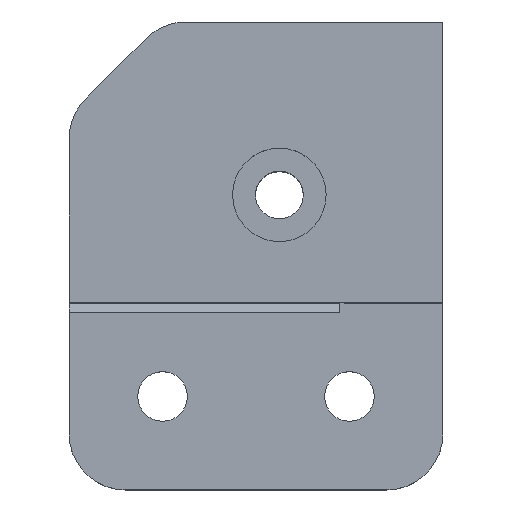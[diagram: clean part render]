
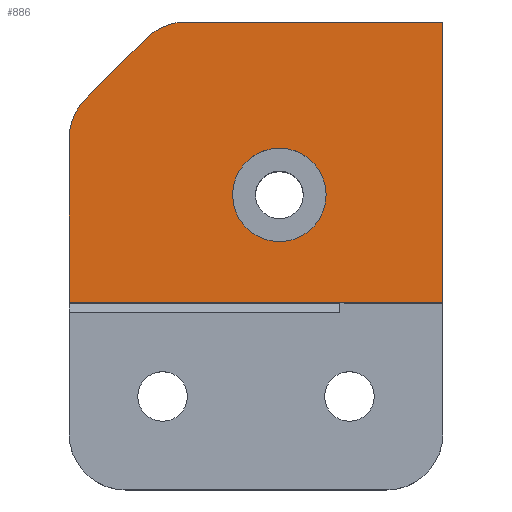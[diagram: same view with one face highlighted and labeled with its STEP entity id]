
A CAD part, top view. The second image highlights one B-rep face of the part: STEP entity #886.
In plain terms, the highlighted planar face has unit normal (0, 0, 1).
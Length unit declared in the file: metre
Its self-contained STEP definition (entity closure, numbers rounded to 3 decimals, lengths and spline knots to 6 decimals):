
#75=LINE('',#1403,#143);
#80=LINE('',#1423,#148);
#86=LINE('',#1444,#154);
#93=LINE('',#1459,#161);
#100=LINE('',#1473,#168);
#143=VECTOR('',#1120,1.);
#148=VECTOR('',#1141,1.);
#154=VECTOR('',#1161,1.);
#161=VECTOR('',#1172,1.);
#168=VECTOR('',#1181,1.);
#292=ORIENTED_EDGE('',*,*,#504,.T.);
#293=ORIENTED_EDGE('',*,*,#477,.T.);
#294=ORIENTED_EDGE('',*,*,#468,.F.);
#295=ORIENTED_EDGE('',*,*,#501,.F.);
#296=ORIENTED_EDGE('',*,*,#494,.T.);
#297=ORIENTED_EDGE('',*,*,#505,.F.);
#298=ORIENTED_EDGE('',*,*,#487,.T.);
#299=ORIENTED_EDGE('',*,*,#506,.F.);
#468=EDGE_CURVE('',#578,#579,#75,.T.);
#477=EDGE_CURVE('',#586,#579,#80,.T.);
#487=EDGE_CURVE('',#594,#595,#86,.T.);
#494=EDGE_CURVE('',#600,#601,#93,.T.);
#501=EDGE_CURVE('',#600,#578,#100,.T.);
#504=EDGE_CURVE('',#607,#607,#651,.T.);
#505=EDGE_CURVE('',#594,#601,#652,.T.);
#506=EDGE_CURVE('',#586,#595,#653,.T.);
#578=VERTEX_POINT('',#1402);
#579=VERTEX_POINT('',#1404);
#586=VERTEX_POINT('',#1424);
#594=VERTEX_POINT('',#1445);
#595=VERTEX_POINT('',#1446);
#600=VERTEX_POINT('',#1460);
#601=VERTEX_POINT('',#1461);
#607=VERTEX_POINT('',#1479);
#651=CIRCLE('',#978,0.005);
#652=CIRCLE('',#979,0.006);
#653=CIRCLE('',#980,0.006);
#706=EDGE_LOOP('',(#292));
#707=EDGE_LOOP('',(#293,#294,#295,#296,#297,#298,#299));
#788=FACE_BOUND('',#706,.T.);
#789=FACE_BOUND('',#707,.T.);
#850=PLANE('',#977);
#886=ADVANCED_FACE('',(#788,#789),#850,.T.);
#977=AXIS2_PLACEMENT_3D('',#1477,#1184,#1185);
#978=AXIS2_PLACEMENT_3D('',#1478,#1186,#1187);
#979=AXIS2_PLACEMENT_3D('',#1480,#1188,#1189);
#980=AXIS2_PLACEMENT_3D('',#1481,#1190,#1191);
#1120=DIRECTION('',(-1.,0.,0.));
#1141=DIRECTION('',(0.,-1.,0.));
#1161=DIRECTION('',(-0.707,-0.707,0.));
#1172=DIRECTION('',(-1.,0.,0.));
#1181=DIRECTION('',(0.,-1.,0.));
#1184=DIRECTION('',(0.,0.,1.));
#1185=DIRECTION('',(-1.,0.,0.));
#1186=DIRECTION('',(0.,0.,-1.));
#1187=DIRECTION('',(-1.,0.,0.));
#1188=DIRECTION('',(0.,0.,-1.));
#1189=DIRECTION('',(-1.,0.,0.));
#1190=DIRECTION('',(0.,0.,-1.));
#1191=DIRECTION('',(-1.,0.,0.));
#1402=CARTESIAN_POINT('',(0.06,-0.015,0.045));
#1403=CARTESIAN_POINT('',(0.04,-0.015,0.045));
#1404=CARTESIAN_POINT('',(0.02,-0.015,0.045));
#1423=CARTESIAN_POINT('',(0.02,-0.005,0.045));
#1424=CARTESIAN_POINT('',(0.02,0.002515,0.045));
#1444=CARTESIAN_POINT('',(0.025,0.01,0.045));
#1445=CARTESIAN_POINT('',(0.028243,0.013243,0.045));
#1446=CARTESIAN_POINT('',(0.021757,0.006757,0.045));
#1459=CARTESIAN_POINT('',(0.045,0.015,0.045));
#1460=CARTESIAN_POINT('',(0.06,0.015,0.045));
#1461=CARTESIAN_POINT('',(0.032485,0.015,0.045));
#1473=CARTESIAN_POINT('',(0.06,0.,0.045));
#1477=CARTESIAN_POINT('',(0.04,0.005,0.045));
#1478=CARTESIAN_POINT('',(0.0425,-0.0035,0.045));
#1479=CARTESIAN_POINT('',(0.0375,-0.0035,0.045));
#1480=CARTESIAN_POINT('',(0.032485,0.009,0.045));
#1481=CARTESIAN_POINT('',(0.026,0.002515,0.045));
